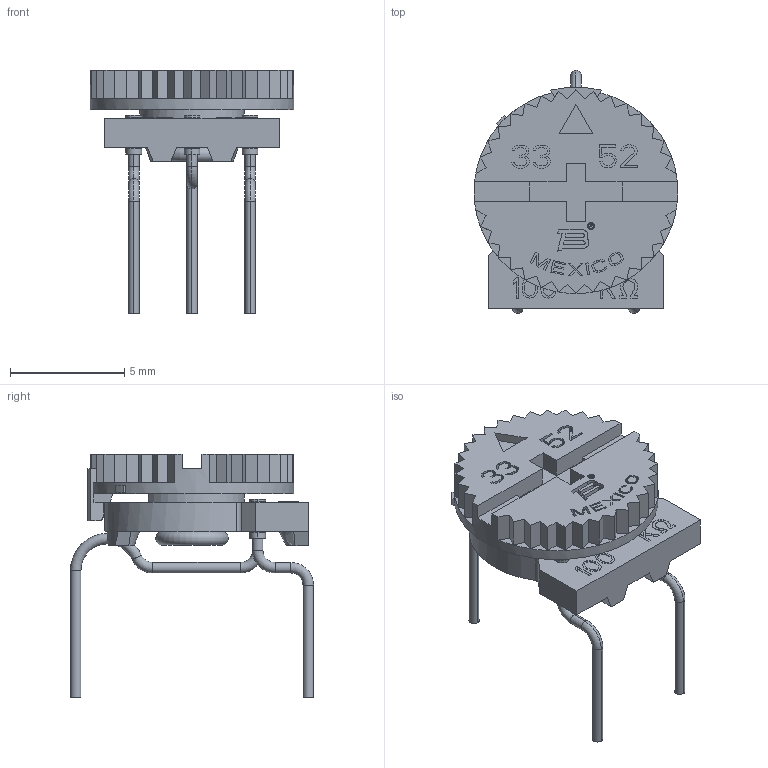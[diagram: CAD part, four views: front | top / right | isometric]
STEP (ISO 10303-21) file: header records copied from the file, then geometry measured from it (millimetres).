
FILE_DESCRIPTION((''),'2;1');
FILE_NAME('MSBR-1','2012-11-01T',('stevec'),('Bourns, Inc.'),'PRO/ENGINEER BY PARAMETRIC TECHNOLOGY CORPORATION, 2012230','PRO/ENGINEER BY PARAMETRIC TECHNOLOGY CORPORATION, 2012230','');
FILE_SCHEMA(('CONFIG_CONTROL_DESIGN'));
Length unit declared in the file: inch
Products named in the file (1): MSBR-1
Bounding box: 8.89 x 10.62 x 10.66 mm (x, y, z)
Volume: 186 mm3; surface area: 470.8 mm2
Topology: 4 solids, 5 shells, 765 faces, 2087 edges, 1367 vertices
Faces by surface type: plane 669, cylinder 64, torus 21, cone 7, bspline 4
Entity records: 24035 total; most frequent: CARTESIAN_POINT 4450, ORIENTED_EDGE 4174, DIRECTION 3828, EDGE_CURVE 2087, VECTOR 1836, LINE 1836, VERTEX_POINT 1367, AXIS2_PLACEMENT_3D 996
